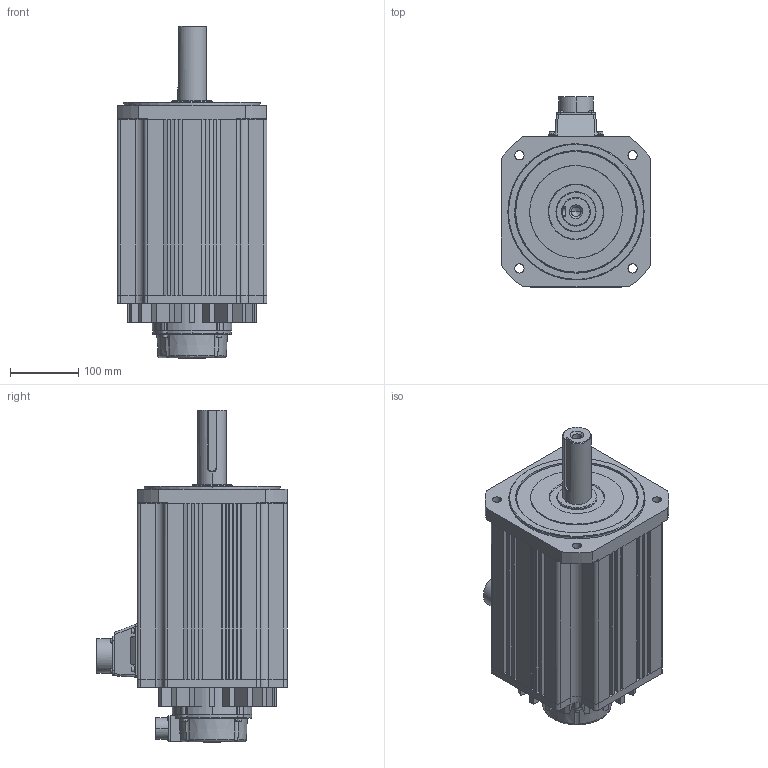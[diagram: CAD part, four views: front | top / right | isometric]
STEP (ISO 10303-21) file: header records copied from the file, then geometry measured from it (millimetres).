
FILE_DESCRIPTION (( 'STEP AP214' ), '1' );
FILE_NAME ('SV2H-2B0N Ext.STEP', '2020-10-14T11:28:59', ( '' ), ( '' ), 'SwSTEP 2.0', 'SolidWorks 2017', '' );
FILE_SCHEMA (( 'AUTOMOTIVE_DESIGN' ));
Length unit declared in the file: inch
Products named in the file (1): SV2H-2B0N Ext
Bounding box: 220 x 279.2 x 487.51 mm (x, y, z)
Volume: 13569521 mm3; surface area: 516016.9 mm2
Topology: 1 solids, 1 shells, 803 faces, 2049 edges, 1294 vertices
Faces by surface type: plane 361, cylinder 233, bspline 113, cone 96
Entity records: 49338 total; most frequent: CARTESIAN_POINT 22483, ORIENTED_EDGE 4074, DIRECTION 2668, EDGE_CURVE 2037, VERTEX_POINT 1294, VECTOR 964, LINE 964, EDGE_LOOP 881
